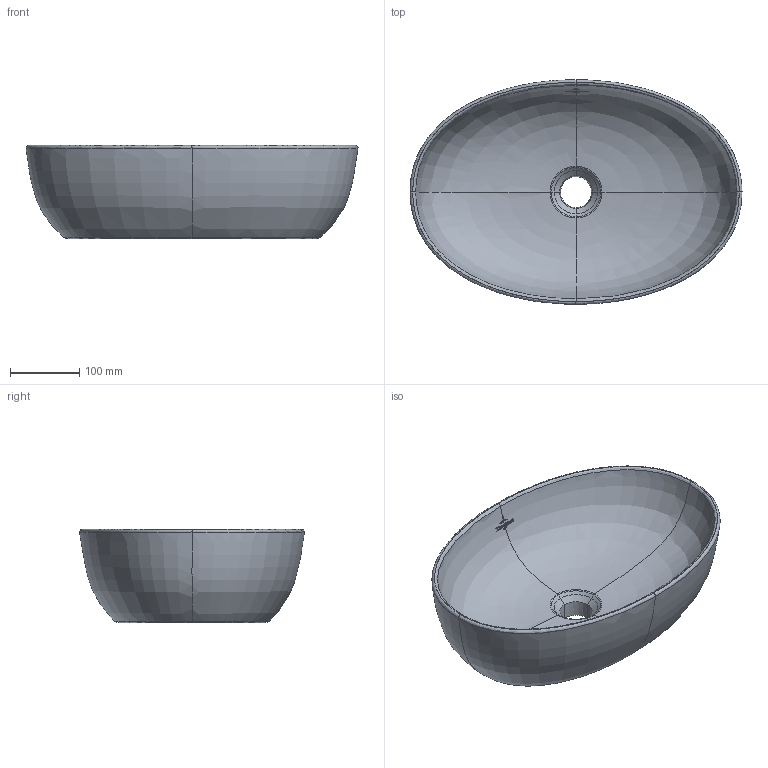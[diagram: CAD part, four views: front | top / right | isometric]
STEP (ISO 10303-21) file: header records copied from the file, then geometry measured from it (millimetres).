
FILE_DESCRIPTION(/* description */ (''),/* implementation_level */ '2;1');
FILE_NAME(/* name */ 'E00037737_000_1-03_PRT_W438848_vereinfachtes_3D_Modell.stp',/* time_stamp */ '2024-02-20T11:05:11+01:00',/* author */ (''),/* organization */ (''),/* preprocessor_version */ 'ST-DEVELOPER v18.1',/* originating_system */ 'SIEMENS PLM Software NX 1973',/* authorisation */ '');
FILE_SCHEMA (('AUTOMOTIVE_DESIGN { 1 0 10303 214 3 1 1 1 }'));
Products named in the file (1): colo1770A8A95fdq
Bounding box: 479.99 x 325 x 135 mm (x, y, z)
Volume: 5594147.9 mm3; surface area: 422859.2 mm2
Topology: 1 solids, 34 shells, 93 faces, 2511 edges, 4009 vertices
Faces by surface type: bspline 68, cone 12, plane 9, cylinder 4
Entity records: 39813 total; most frequent: CARTESIAN_POINT 22518, DIRECTION 1695, STYLED_ITEM 1618, PRESENTATION_STYLE_ASSIGNMENT 1618, CURVE_STYLE 1584, DRAUGHTING_PRE_DEFINED_CURVE_FONT 1584, LINE 1567, VECTOR 1567
